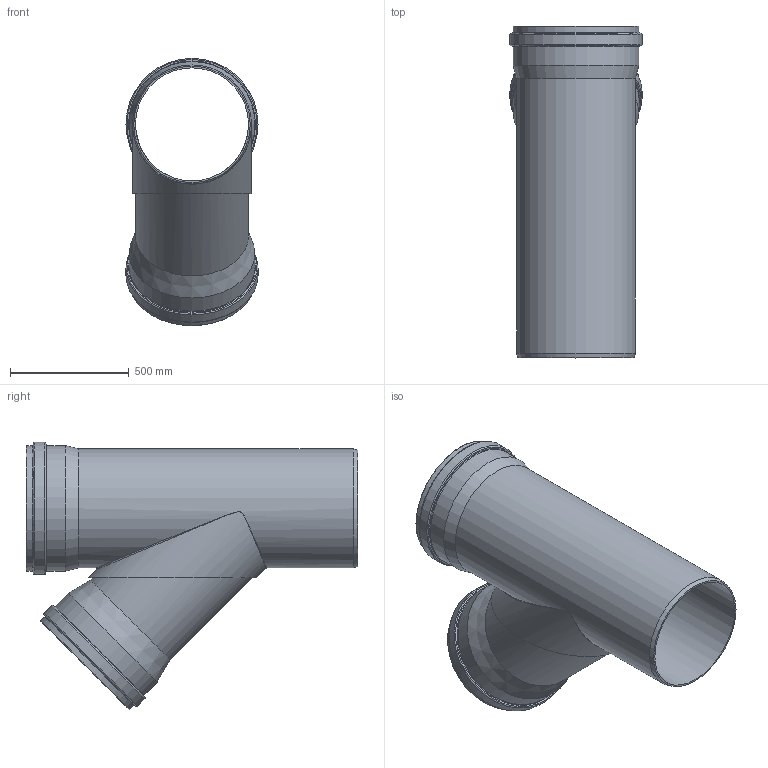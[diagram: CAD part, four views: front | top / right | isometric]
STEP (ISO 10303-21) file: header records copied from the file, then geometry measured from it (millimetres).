
FILE_DESCRIPTION(/* description */ (''),/* implementation_level */ '2;1');
FILE_NAME(/* name */ '227300 KGEA Abzweig DN_OD 500_500_45°.stp',/* time_stamp */ '2018-03-05T11:31:11+01:00',/* author */ ('user1'),/* organization */ (''),/* preprocessor_version */ 'ST-DEVELOPER v16.1',/* originating_system */ 'Autodesk Inventor 2016',/* authorisation */ '');
FILE_SCHEMA (('AUTOMOTIVE_DESIGN { 1 0 10303 214 3 1 1 }'));
Length unit declared in the file: millimetre
Products named in the file (3): 227300 KGEA Abzweig DN_OD 500_500_45°; 227300 KGEA Abzweig DN_OD 500_500_45° Abzweig; 227300 KGEA Abzweig DN_OD 500_500_45°_1
Assembly tree (2 placements, depth 2):
  227300 KGEA Abzweig DN_OD 500_500_45°_1
    227300 KGEA Abzweig DN_OD 500_500_45°
    227300 KGEA Abzweig DN_OD 500_500_45° Abzweig
Bounding box: 555 x 1395 x 1123.5 mm (x, y, z)
Volume: 38529958.5 mm3; surface area: 6269954.7 mm2
Topology: 2 solids, 2 shells, 58 faces, 115 edges, 62 vertices
Faces by surface type: torus 20, cylinder 18, cone 13, plane 5, bspline 2
Full cylindrical faces by diameter (mm): 450 x1, 474.6 x2, 499.2 x1, 500 x1, 502 x4, 528 x4, 529 x2, 555 x2
Entity records: 3059 total; most frequent: CARTESIAN_POINT 1997, DIRECTION 236, ORIENTED_EDGE 122, AXIS2_PLACEMENT_3D 118, EDGE_LOOP 116, EDGE_CURVE 61, VERTEX_POINT 59, FACE_BOUND 58
